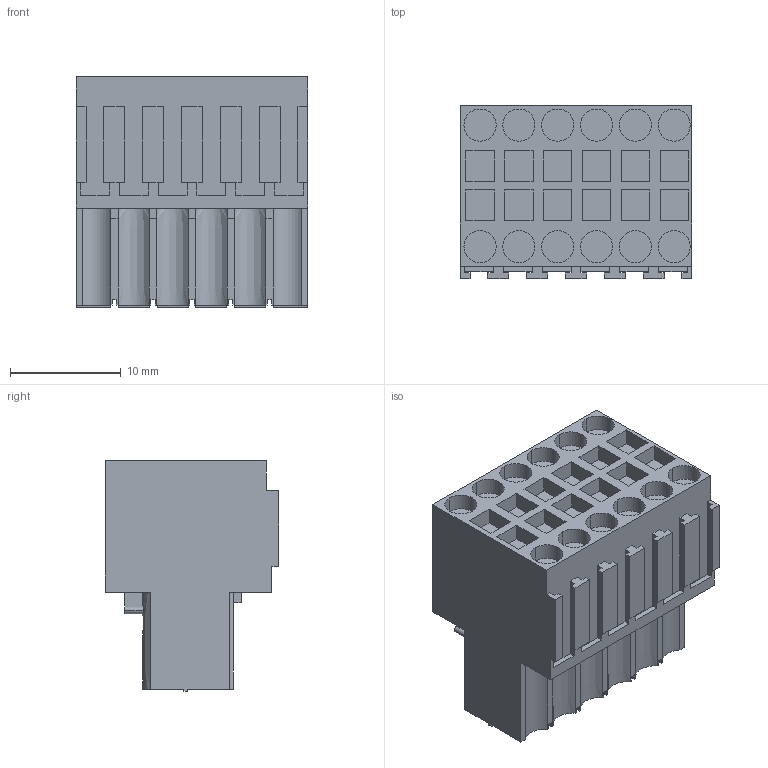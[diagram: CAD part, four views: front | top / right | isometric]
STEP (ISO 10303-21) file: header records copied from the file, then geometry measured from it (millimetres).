
FILE_DESCRIPTION(('CATIA V5 STEP Exchange','CAx-IF Rec.Pracs.--- Model Styling and Organization---1.2---2011-12-15'),'2;1');
FILE_NAME ('D1459958_0_1944620000_1944620000.stp','2017-04-20T09:38:58+00:00',('none'),('Weidmueller'),'CATIA Version 5-6 Release 2014','CATIA V5 STEP AP214','none');
FILE_SCHEMA(('AUTOMOTIVE_DESIGN { 1 0 10303 214 1 1 1 1 }'));
Length unit declared in the file: millimetre
Products named in the file (1): 1944620000
Bounding box: 20.9 x 15.6 x 20.8 mm (x, y, z)
Volume: 4726.3 mm3; surface area: 2884.4 mm2
Topology: 1 solids, 1 shells, 468 faces, 1300 edges, 880 vertices
Faces by surface type: plane 408, cylinder 50, extrusion 10
Entity records: 14053 total; most frequent: CARTESIAN_POINT 2787, ORIENTED_EDGE 2600, DIRECTION 1834, EDGE_CURVE 1300, VECTOR 1166, LINE 1156, VERTEX_POINT 880, EDGE_LOOP 514
